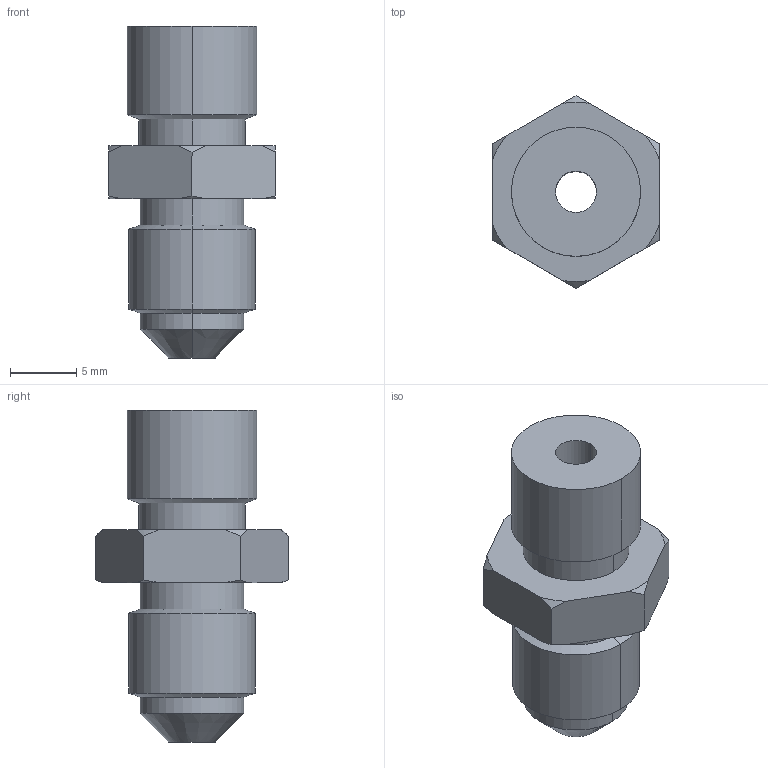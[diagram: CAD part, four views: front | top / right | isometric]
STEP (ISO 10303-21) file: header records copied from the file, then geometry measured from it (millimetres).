
FILE_DESCRIPTION(/* description */ (''),/* implementation_level */ '2;1');
FILE_NAME(/* name */ 'AD-G1_8.stp',/* time_stamp */ '2018-05-21T11:48:43+09:00',/* author */ (''),/* organization */ (''),/* preprocessor_version */ 'ST-DEVELOPER v16',/* originating_system */ 'SIEMENS PLM Software NX 10.0',/* authorisation */ '');
FILE_SCHEMA (('AUTOMOTIVE_DESIGN { 1 0 10303 214 3 1 1 1 }'));
Length unit declared in the file: millimetre
Products named in the file (1): AD-G1_8
Bounding box: 12.56 x 14.5 x 25 mm (x, y, z)
Volume: 1648.9 mm3; surface area: 1300.8 mm2
Topology: 1 solids, 1 shells, 42 faces, 100 edges, 62 vertices
Faces by surface type: cone 20, cylinder 12, plane 10
Entity records: 1322 total; most frequent: CARTESIAN_POINT 326, DIRECTION 202, ORIENTED_EDGE 200, EDGE_CURVE 100, AXIS2_PLACEMENT_3D 82, VERTEX_POINT 62, EDGE_LOOP 46, ADVANCED_FACE 42
